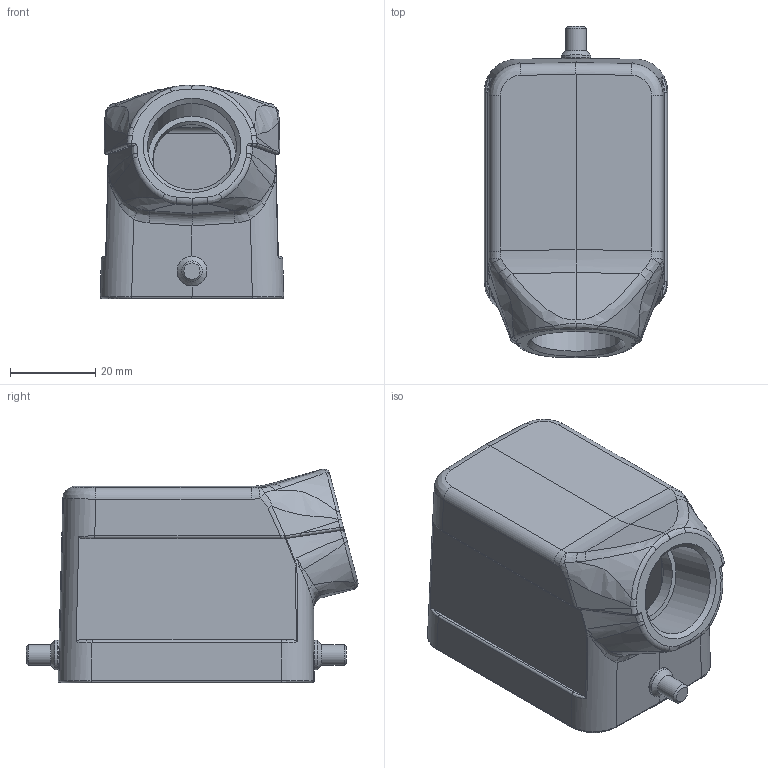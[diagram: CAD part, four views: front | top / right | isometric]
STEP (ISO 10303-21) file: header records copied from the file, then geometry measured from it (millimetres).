
FILE_DESCRIPTION(/* description */ (''),/* implementation_level */ '2;1');
FILE_NAME(/* name */ 'H6B-SE-2B-XXX.stp',/* time_stamp */ '2022-09-04T09:09:42+08:00',/* author */ (''),/* organization */ (''),/* preprocessor_version */ 'ST-DEVELOPER v16',/* originating_system */ 'SIEMENS PLM Software NX 10.0',/* authorisation */ '');
FILE_SCHEMA (('AUTOMOTIVE_DESIGN { 1 0 10303 214 3 1 1 1 }'));
Length unit declared in the file: millimetre
Products named in the file (1): Admi14A87516cpew
Bounding box: 43.07 x 77.97 x 50.15 mm (x, y, z)
Volume: 38510.9 mm3; surface area: 22333.1 mm2
Topology: 1 solids, 1 shells, 303 faces, 721 edges, 416 vertices
Faces by surface type: bspline 120, cylinder 100, plane 64, cone 9, torus 6, sphere 4
Full cylindrical faces by diameter (mm): 2.3 x2, 3 x2, 3.4 x4, 4.8 x2, 7 x2, 18.407 x1, 20.895 x1
Entity records: 11521 total; most frequent: CARTESIAN_POINT 5455, ORIENTED_EDGE 1354, DIRECTION 1090, EDGE_CURVE 677, AXIS2_PLACEMENT_3D 443, VERTEX_POINT 407, EDGE_LOOP 336, ADVANCED_FACE 303
